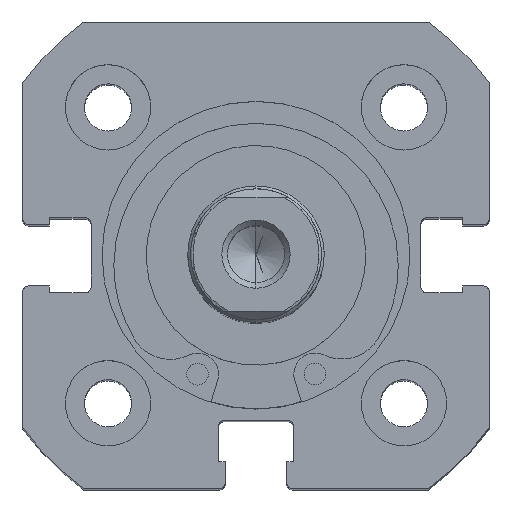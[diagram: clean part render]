
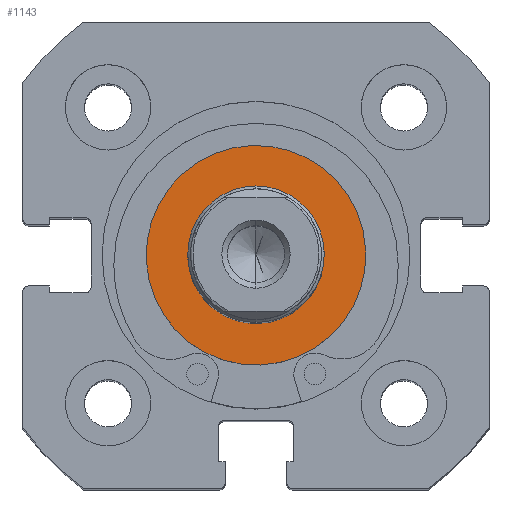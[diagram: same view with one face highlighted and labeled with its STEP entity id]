
A CAD part, top view. The second image highlights one B-rep face of the part: STEP entity #1143.
In plain terms, the highlighted face is planar.
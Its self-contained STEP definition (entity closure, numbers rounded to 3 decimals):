
#126 = AXIS2_PLACEMENT_3D ( 'NONE', #2607, #2618, #2619 ) ;
#174 = AXIS2_PLACEMENT_3D ( 'NONE', #461, #471, #472 ) ;
#194 = AXIS2_PLACEMENT_3D ( 'NONE', #580, #587, #588 ) ;
#202 = AXIS2_PLACEMENT_3D ( 'NONE', #621, #628, #629 ) ;
#461 = CARTESIAN_POINT ( 'NONE',  ( 0., 0., 0. ) ) ;
#471 = DIRECTION ( 'NONE',  ( -1., 0., 0. ) ) ;
#472 = DIRECTION ( 'NONE',  ( 0., 0., 1. ) ) ;
#580 = CARTESIAN_POINT ( 'NONE',  ( 0., 0., 0. ) ) ;
#587 = DIRECTION ( 'NONE',  ( -1., 0., 0. ) ) ;
#588 = DIRECTION ( 'NONE',  ( 0., 0., 1. ) ) ;
#621 = CARTESIAN_POINT ( 'NONE',  ( 0., 0., 0. ) ) ;
#628 = DIRECTION ( 'NONE',  ( -1., 0., 0. ) ) ;
#629 = DIRECTION ( 'NONE',  ( 0., 0., 1. ) ) ;
#708 = CARTESIAN_POINT ( 'NONE',  ( 0., 0., -9.65 ) ) ;
#737 = CARTESIAN_POINT ( 'NONE',  ( 0., 0., 9.65 ) ) ;
#741 = CARTESIAN_POINT ( 'NONE',  ( 0., 0., 6. ) ) ;
#747 = CARTESIAN_POINT ( 'NONE',  ( 0., 0., -6. ) ) ;
#1143 = ADVANCED_FACE ( 'NONE', ( #6158, #6137 ), #3684, .F. ) ;
#2607 = CARTESIAN_POINT ( 'NONE',  ( 0., 0., 0. ) ) ;
#2618 = DIRECTION ( 'NONE',  ( -1., 0., 0. ) ) ;
#2619 = DIRECTION ( 'NONE',  ( 0., 0., 1. ) ) ;
#3192 = CIRCLE ( 'NONE', #126, 9.65 ) ;
#3347 = CIRCLE ( 'NONE', #174, 9.65 ) ;
#3408 = CIRCLE ( 'NONE', #194, 6. ) ;
#3436 = CIRCLE ( 'NONE', #202, 6. ) ;
#3681 = DIRECTION ( 'NONE',  ( 0., 0., -1. ) ) ;
#3682 = DIRECTION ( 'NONE',  ( 1., 0., 0. ) ) ;
#3684 = PLANE ( 'NONE',  #5226 ) ;
#3685 = CARTESIAN_POINT ( 'NONE',  ( 0., 9.65, 0. ) ) ;
#4598 = ORIENTED_EDGE ( 'NONE', *, *, #5397, .F. ) ;
#4599 = ORIENTED_EDGE ( 'NONE', *, *, #5317, .T. ) ;
#4600 = ORIENTED_EDGE ( 'NONE', *, *, #5431, .F. ) ;
#4601 = ORIENTED_EDGE ( 'NONE', *, *, #5181, .T. ) ;
#4658 = EDGE_LOOP ( 'NONE', ( #4600, #4598 ) ) ;
#4701 = EDGE_LOOP ( 'NONE', ( #4601, #4599 ) ) ;
#5181 = EDGE_CURVE ( 'NONE', #5582, #5547, #3192, .T. ) ;
#5226 = AXIS2_PLACEMENT_3D ( 'NONE', #3685, #3682, #3681 ) ;
#5317 = EDGE_CURVE ( 'NONE', #5547, #5582, #3347, .T. ) ;
#5397 = EDGE_CURVE ( 'NONE', #5592, #5586, #3408, .T. ) ;
#5431 = EDGE_CURVE ( 'NONE', #5586, #5592, #3436, .T. ) ;
#5547 = VERTEX_POINT ( 'NONE', #708 ) ;
#5582 = VERTEX_POINT ( 'NONE', #737 ) ;
#5586 = VERTEX_POINT ( 'NONE', #741 ) ;
#5592 = VERTEX_POINT ( 'NONE', #747 ) ;
#6137 = FACE_OUTER_BOUND ( 'NONE', #4701, .T. ) ;
#6158 = FACE_BOUND ( 'NONE', #4658, .T. ) ;
